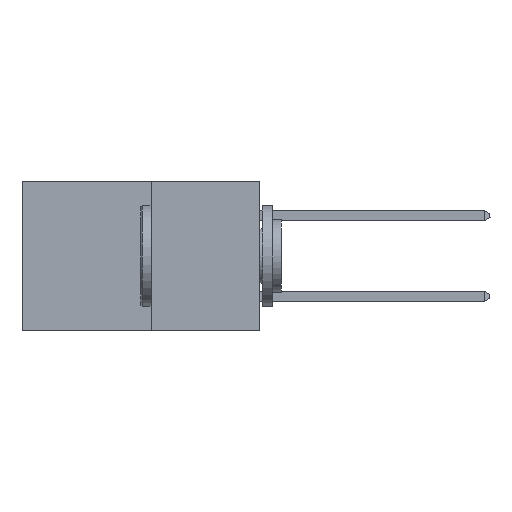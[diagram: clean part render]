
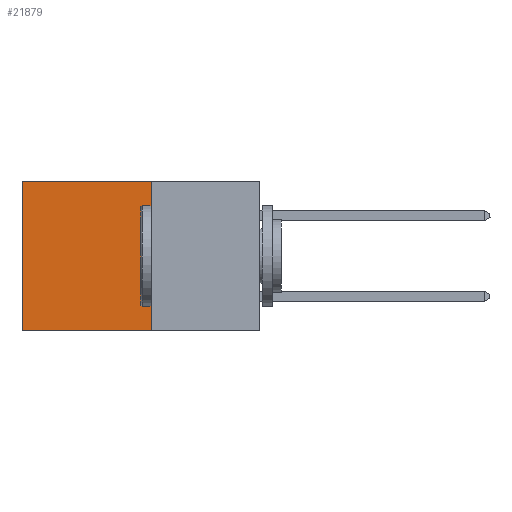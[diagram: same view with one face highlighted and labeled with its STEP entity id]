
A CAD part, left-side view. The second image highlights one B-rep face of the part: STEP entity #21879.
In plain terms, the highlighted planar face has unit normal (-1, 0, 0).
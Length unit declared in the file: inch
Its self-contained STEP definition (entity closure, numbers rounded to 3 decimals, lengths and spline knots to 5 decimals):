
#992 = LINE ( 'NONE', #22490, #21099 ) ;
#2167 = CARTESIAN_POINT ( 'NONE',  ( 0.277, 0.27, -0.37 ) ) ;
#3114 = CARTESIAN_POINT ( 'NONE',  ( 0.277, 0.27, 0. ) ) ;
#3263 = ORIENTED_EDGE ( 'NONE', *, *, #23866, .F. ) ;
#3633 = DIRECTION ( 'NONE',  ( 0., 1., 0. ) ) ;
#3760 = CARTESIAN_POINT ( 'NONE',  ( 0.277, 0.59, -0.37 ) ) ;
#5601 = CARTESIAN_POINT ( 'NONE',  ( 0.277, 0.59, 0. ) ) ;
#6347 = CARTESIAN_POINT ( 'NONE',  ( 0.277, 0.27, -0.37 ) ) ;
#6656 = VERTEX_POINT ( 'NONE', #3760 ) ;
#6664 = EDGE_CURVE ( 'NONE', #11253, #22378, #21686, .T. ) ;
#7660 = ORIENTED_EDGE ( 'NONE', *, *, #12514, .T. ) ;
#9084 = VECTOR ( 'NONE', #23411, 39.37008 ) ;
#9870 = DIRECTION ( 'NONE',  ( 0., 1., 0. ) ) ;
#10794 = ORIENTED_EDGE ( 'NONE', *, *, #22570, .F. ) ;
#11253 = VERTEX_POINT ( 'NONE', #12945 ) ;
#11733 = CARTESIAN_POINT ( 'NONE',  ( 0.277, 0.27, -0.37 ) ) ;
#11856 = FACE_OUTER_BOUND ( 'NONE', #12788, .T. ) ;
#12154 = VECTOR ( 'NONE', #9870, 39.37008 ) ;
#12514 = EDGE_CURVE ( 'NONE', #22378, #6656, #992, .T. ) ;
#12788 = EDGE_LOOP ( 'NONE', ( #7660, #3263, #10794, #24616 ) ) ;
#12945 = CARTESIAN_POINT ( 'NONE',  ( 0.277, 0.27, 0. ) ) ;
#13698 = DIRECTION ( 'NONE',  ( 0., 0., -1. ) ) ;
#14931 = DIRECTION ( 'NONE',  ( 0., 0., -1. ) ) ;
#16652 = VECTOR ( 'NONE', #3633, 39.37008 ) ;
#21099 = VECTOR ( 'NONE', #14931, 39.37008 ) ;
#21333 = CARTESIAN_POINT ( 'NONE',  ( 0.277, 0.27, -0.37 ) ) ;
#21686 = LINE ( 'NONE', #3114, #16652 ) ;
#21879 = ADVANCED_FACE ( 'NONE', ( #11856 ), #23140, .F. ) ;
#22309 = LINE ( 'NONE', #21333, #12154 ) ;
#22378 = VERTEX_POINT ( 'NONE', #5601 ) ;
#22490 = CARTESIAN_POINT ( 'NONE',  ( 0.277, 0.59, -0.37 ) ) ;
#22570 = EDGE_CURVE ( 'NONE', #11253, #23315, #24821, .T. ) ;
#23140 = PLANE ( 'NONE',  #23620 ) ;
#23315 = VERTEX_POINT ( 'NONE', #6347 ) ;
#23411 = DIRECTION ( 'NONE',  ( 0., 0., -1. ) ) ;
#23620 = AXIS2_PLACEMENT_3D ( 'NONE', #11733, #24948, #13698 ) ;
#23866 = EDGE_CURVE ( 'NONE', #23315, #6656, #22309, .T. ) ;
#24616 = ORIENTED_EDGE ( 'NONE', *, *, #6664, .T. ) ;
#24821 = LINE ( 'NONE', #2167, #9084 ) ;
#24948 = DIRECTION ( 'NONE',  ( 1., 0., 0. ) ) ;
